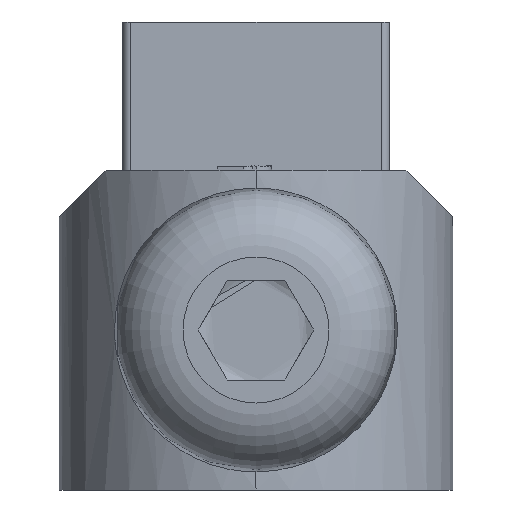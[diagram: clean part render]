
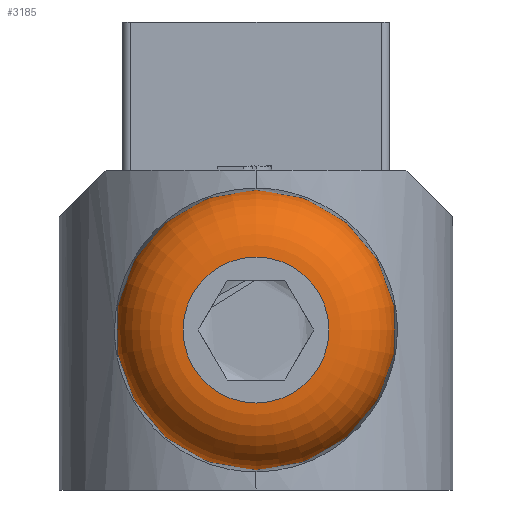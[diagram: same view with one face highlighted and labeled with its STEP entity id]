
A CAD part, left-side view. The second image highlights one B-rep face of the part: STEP entity #3185.
In plain terms, the highlighted toroidal (fillet/blend) face has major radius 3.65 mm and minor radius 3.35 mm.
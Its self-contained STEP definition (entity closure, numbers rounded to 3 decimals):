
#65=TOROIDAL_SURFACE('',#3384,3.65,3.35);
#107=CIRCLE('',#3385,7.);
#108=CIRCLE('',#3386,7.);
#109=CIRCLE('',#3387,3.35);
#110=CIRCLE('',#3388,3.65);
#111=CIRCLE('',#3389,3.65);
#112=CIRCLE('',#3390,7.);
#590=FACE_OUTER_BOUND('',#778,.T.);
#778=EDGE_LOOP('',(#2908,#2909,#2910,#2911,#2912,#2913,#2914));
#1520=VERTEX_POINT('',#6511);
#1521=VERTEX_POINT('',#6512);
#1522=VERTEX_POINT('',#6514);
#1523=VERTEX_POINT('',#6516);
#1524=VERTEX_POINT('',#6518);
#1987=EDGE_CURVE('',#1520,#1521,#107,.T.);
#1988=EDGE_CURVE('',#1521,#1522,#108,.T.);
#1989=EDGE_CURVE('',#1522,#1523,#109,.T.);
#1990=EDGE_CURVE('',#1523,#1524,#110,.T.);
#1991=EDGE_CURVE('',#1524,#1523,#111,.T.);
#1992=EDGE_CURVE('',#1522,#1520,#112,.T.);
#2908=ORIENTED_EDGE('',*,*,#1987,.T.);
#2909=ORIENTED_EDGE('',*,*,#1988,.T.);
#2910=ORIENTED_EDGE('',*,*,#1989,.T.);
#2911=ORIENTED_EDGE('',*,*,#1990,.T.);
#2912=ORIENTED_EDGE('',*,*,#1991,.T.);
#2913=ORIENTED_EDGE('',*,*,#1989,.F.);
#2914=ORIENTED_EDGE('',*,*,#1992,.T.);
#3185=ADVANCED_FACE('',(#590),#65,.T.);
#3384=AXIS2_PLACEMENT_3D('',#6510,#3833,#3834);
#3385=AXIS2_PLACEMENT_3D('',#6513,#3835,#3836);
#3386=AXIS2_PLACEMENT_3D('',#6515,#3837,#3838);
#3387=AXIS2_PLACEMENT_3D('',#6517,#3839,#3840);
#3388=AXIS2_PLACEMENT_3D('',#6519,#3841,#3842);
#3389=AXIS2_PLACEMENT_3D('',#6520,#3843,#3844);
#3390=AXIS2_PLACEMENT_3D('',#6521,#3845,#3846);
#3833=DIRECTION('center_axis',(1.,0.,0.));
#3834=DIRECTION('ref_axis',(0.,0.,-1.));
#3835=DIRECTION('center_axis',(-1.,0.,0.));
#3836=DIRECTION('ref_axis',(0.,-1.,0.));
#3837=DIRECTION('center_axis',(-1.,0.,0.));
#3838=DIRECTION('ref_axis',(0.,-1.,0.));
#3839=DIRECTION('center_axis',(0.,-1.,0.));
#3840=DIRECTION('ref_axis',(0.,0.,1.));
#3841=DIRECTION('center_axis',(1.,0.,0.));
#3842=DIRECTION('ref_axis',(0.,-1.,0.));
#3843=DIRECTION('center_axis',(1.,0.,0.));
#3844=DIRECTION('ref_axis',(0.,-1.,0.));
#3845=DIRECTION('center_axis',(-1.,0.,0.));
#3846=DIRECTION('ref_axis',(0.,-1.,0.));
#6510=CARTESIAN_POINT('Origin',(-1.05,0.,0.));
#6511=CARTESIAN_POINT('',(-1.05,7.,0.));
#6512=CARTESIAN_POINT('',(-1.05,-7.,0.));
#6513=CARTESIAN_POINT('Origin',(-1.05,0.,0.));
#6514=CARTESIAN_POINT('',(-1.05,0.,7.));
#6515=CARTESIAN_POINT('Origin',(-1.05,0.,0.));
#6516=CARTESIAN_POINT('',(-4.4,0.,3.65));
#6517=CARTESIAN_POINT('Origin',(-1.05,0.,3.65));
#6518=CARTESIAN_POINT('',(-4.4,3.65,0.));
#6519=CARTESIAN_POINT('Origin',(-4.4,0.,0.));
#6520=CARTESIAN_POINT('Origin',(-4.4,0.,0.));
#6521=CARTESIAN_POINT('Origin',(-1.05,0.,0.));
